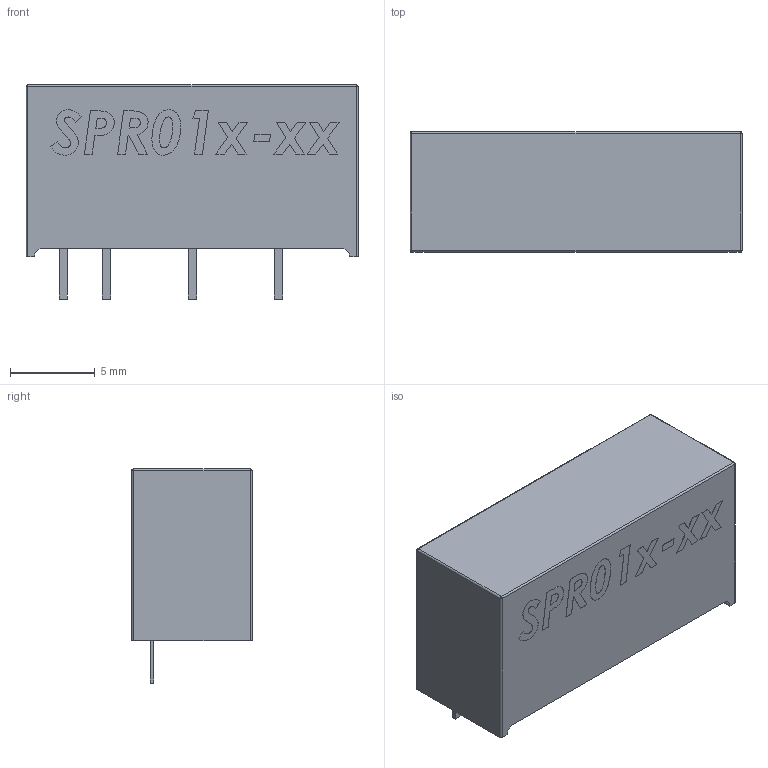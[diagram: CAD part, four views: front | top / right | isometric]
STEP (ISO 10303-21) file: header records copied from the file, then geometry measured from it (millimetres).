
FILE_DESCRIPTION (( 'STEP AP214' ), '1' );
FILE_NAME ('PwrSupp_MW_SPR01series.STEP', '2020-10-19T15:57:23', ( 'Elessar' ), ( '' ), 'SwSTEP 2.0', 'SolidWorks 2018', '' );
FILE_SCHEMA (( 'AUTOMOTIVE_DESIGN' ));
Length unit declared in the file: millimetre
Products named in the file (1): PwrSupp_MW_SPR01series
Bounding box: 19.6 x 7.11 x 12.64 mm (x, y, z)
Volume: 1347 mm3; surface area: 819 mm2
Topology: 1 solids, 1 shells, 151 faces, 391 edges, 254 vertices
Faces by surface type: plane 102, bspline 35, cylinder 10, sphere 4
Entity records: 7735 total; most frequent: CARTESIAN_POINT 2868, ORIENTED_EDGE 774, DIRECTION 571, EDGE_CURVE 387, LINE 297, VECTOR 297, VERTEX_POINT 254, EDGE_LOOP 167
